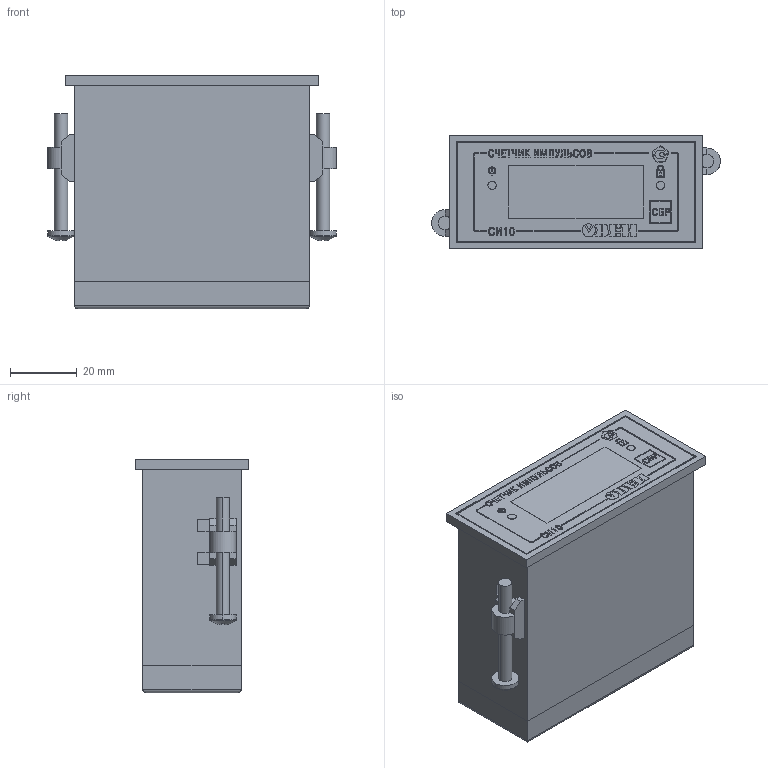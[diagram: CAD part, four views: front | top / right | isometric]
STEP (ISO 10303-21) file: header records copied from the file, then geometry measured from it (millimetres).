
FILE_DESCRIPTION (( 'STEP AP214' ), '1' );
FILE_NAME ('3D 沓麧錪 捑10.STEP', '2015-08-07T11:12:01', ( '' ), ( '' ), 'SwSTEP 2.0', 'SolidWorks 2013', '' );
FILE_SCHEMA (( 'AUTOMOTIVE_DESIGN' ));
Length unit declared in the file: millimetre
Products named in the file (7): Ïàíåëü ëèöåâàÿ ÑÈ10; Êëåììà_10õ9,8õ5ìì; 妈眚 󊅛5_B18.6.7M - M4 x 0.7 x 40 Type I Cross Recessed PHMS --40N; 婰膲僗闉 捑; Êîðïóñ Ù3_2; Êîðïóñ Ù3_1; 3D 沓麧錪 捑10
Assembly tree (19 placements, depth 2):
  3D 沓麧錪 捑10
    Êîðïóñ Ù3_1
    Êîðïóñ Ù3_2
    婰膲僗闉 捑  x2
    妈眚 󊅛5_B18.6.7M - M4 x 0.7 x 40 Type I Cross Recessed PHMS --40N  x2
    Êëåììà_10õ9,8õ5ìì  x12
    Ïàíåëü ëèöåâàÿ ÑÈ10
Bounding box: 86.55 x 34 x 70 mm (x, y, z)
Volume: 24129.3 mm3; surface area: 49206.6 mm2
Topology: 19 solids, 19 shells, 1324 faces, 3405 edges, 2230 vertices
Faces by surface type: plane 948, bspline 253, cylinder 123
Entity records: 33647 total; most frequent: CARTESIAN_POINT 7672, ORIENTED_EDGE 4218, DIRECTION 2795, EDGE_CURVE 2109, VECTOR 1541, LINE 1541, VERTEX_POINT 1392, EDGE_LOOP 877
